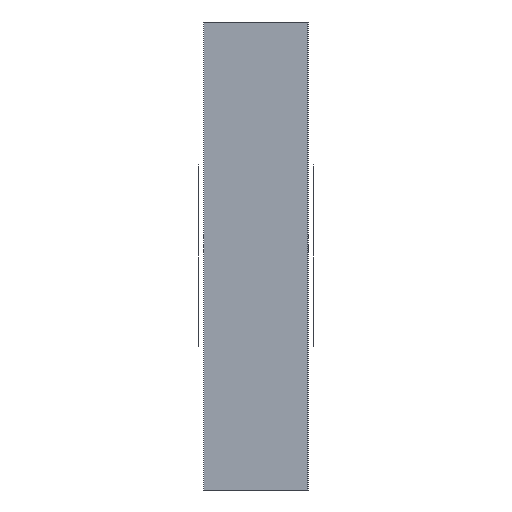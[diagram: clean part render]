
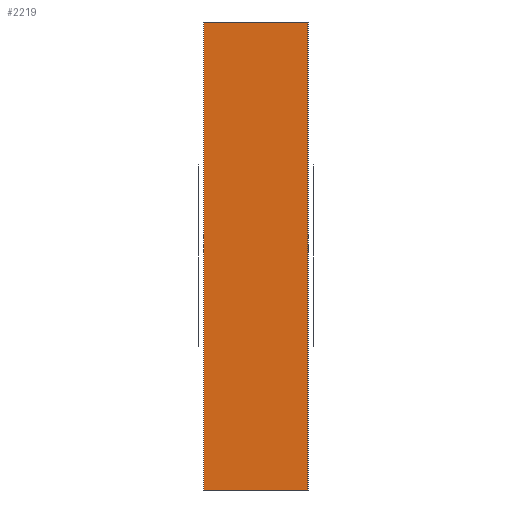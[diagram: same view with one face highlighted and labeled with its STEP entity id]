
A CAD part, left-side view. The second image highlights one B-rep face of the part: STEP entity #2219.
In plain terms, the highlighted planar face has unit normal (-1, 0, 0).
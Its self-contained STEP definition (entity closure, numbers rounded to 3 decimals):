
#461=FACE_OUTER_BOUND('',#555,.T.);
#555=EDGE_LOOP('',(#1764,#1765,#1766,#1767));
#644=LINE('',#3314,#832);
#648=LINE('',#3322,#836);
#651=LINE('',#3328,#839);
#654=LINE('',#3333,#842);
#832=VECTOR('',#2584,1.);
#836=VECTOR('',#2590,1.);
#839=VECTOR('',#2595,1.);
#842=VECTOR('',#2600,1.);
#1020=VERTEX_POINT('',#3312);
#1021=VERTEX_POINT('',#3313);
#1024=VERTEX_POINT('',#3321);
#1026=VERTEX_POINT('',#3327);
#1380=EDGE_CURVE('',#1020,#1021,#644,.T.);
#1384=EDGE_CURVE('',#1024,#1020,#648,.T.);
#1387=EDGE_CURVE('',#1026,#1024,#651,.T.);
#1390=EDGE_CURVE('',#1021,#1026,#654,.T.);
#1764=ORIENTED_EDGE('',*,*,#1390,.F.);
#1765=ORIENTED_EDGE('',*,*,#1380,.F.);
#1766=ORIENTED_EDGE('',*,*,#1384,.F.);
#1767=ORIENTED_EDGE('',*,*,#1387,.F.);
#2125=PLANE('',#2315);
#2219=ADVANCED_FACE('',(#461),#2125,.F.);
#2315=AXIS2_PLACEMENT_3D('',#3336,#2604,#2605);
#2584=DIRECTION('',(0.,0.,1.));
#2590=DIRECTION('',(0.,1.,0.));
#2595=DIRECTION('',(0.,0.,-1.));
#2600=DIRECTION('',(0.,-1.,0.));
#2604=DIRECTION('center_axis',(1.,0.,0.));
#2605=DIRECTION('ref_axis',(0.,0.,-1.));
#3312=CARTESIAN_POINT('',(0.,10.198,-4.79));
#3313=CARTESIAN_POINT('',(0.,10.198,13.21));
#3314=CARTESIAN_POINT('',(0.,10.198,-4.79));
#3321=CARTESIAN_POINT('',(0.,6.198,-4.79));
#3322=CARTESIAN_POINT('',(0.,6.198,-4.79));
#3327=CARTESIAN_POINT('',(0.,6.198,13.21));
#3328=CARTESIAN_POINT('',(0.,6.198,13.21));
#3333=CARTESIAN_POINT('',(0.,10.198,13.21));
#3336=CARTESIAN_POINT('Origin',(0.,8.198,4.21));
